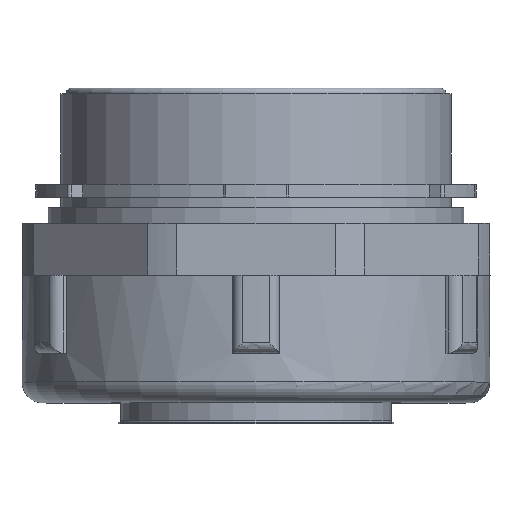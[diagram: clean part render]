
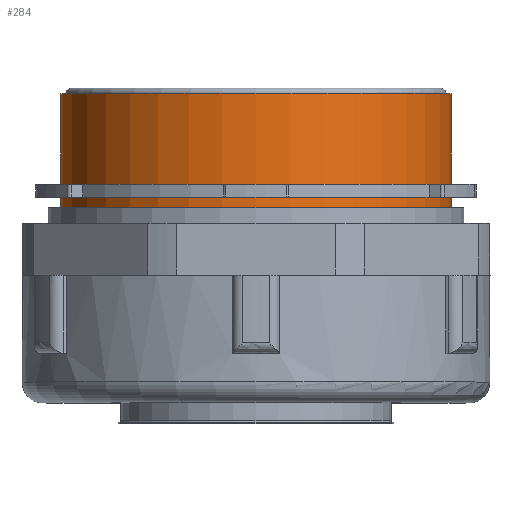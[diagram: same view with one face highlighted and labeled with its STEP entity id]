
A CAD part, top view. The second image highlights one B-rep face of the part: STEP entity #284.
In plain terms, the highlighted cylindrical face has radius 37.592 mm (diameter 75.184 mm), a full revolution.
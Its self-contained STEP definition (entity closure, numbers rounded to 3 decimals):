
#284=ADVANCED_FACE('',(#1557,#1559),#1561,.T.);
#1557=FACE_OUTER_BOUND('',#1558,.T.);
#1558=EDGE_LOOP('',(#2635));
#1559=FACE_OUTER_BOUND('',#1560,.T.);
#1560=EDGE_LOOP('',(#2636));
#1561=CYLINDRICAL_SURFACE('',#1562,37.592);
#1562=AXIS2_PLACEMENT_3D('',#1563,#1564,#1565);
#1563=CARTESIAN_POINT('',(0.,3.499,0.));
#1564=DIRECTION('',(-0.,1.,-0.));
#1565=DIRECTION('',(0.,0.,1.));
#2635=ORIENTED_EDGE('',*,*,#3284,.F.);
#2636=ORIENTED_EDGE('',*,*,#3282,.T.);
#3282=EDGE_CURVE('',#3664,#3664,#3665,.T.);
#3284=EDGE_CURVE('',#3668,#3668,#3669,.T.);
#3664=VERTEX_POINT('',#4383);
#3665=CIRCLE('',#4384,37.592);
#3668=VERTEX_POINT('',#4393);
#3669=CIRCLE('',#4394,37.592);
#4383=CARTESIAN_POINT('',(0.,3.499,37.592));
#4384=AXIS2_PLACEMENT_3D('',#4385,#4386,#4387);
#4385=CARTESIAN_POINT('',(0.,3.499,0.));
#4386=DIRECTION('',(-0.,1.,-0.));
#4387=DIRECTION('',(0.,0.,1.));
#4393=CARTESIAN_POINT('',(0.,28.499,37.592));
#4394=AXIS2_PLACEMENT_3D('',#4395,#4396,#4397);
#4395=CARTESIAN_POINT('',(0.,28.499,0.));
#4396=DIRECTION('',(-0.,1.,-0.));
#4397=DIRECTION('',(0.,0.,1.));
